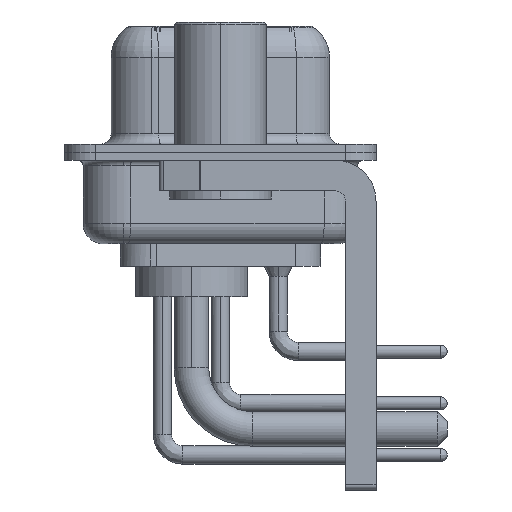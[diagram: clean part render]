
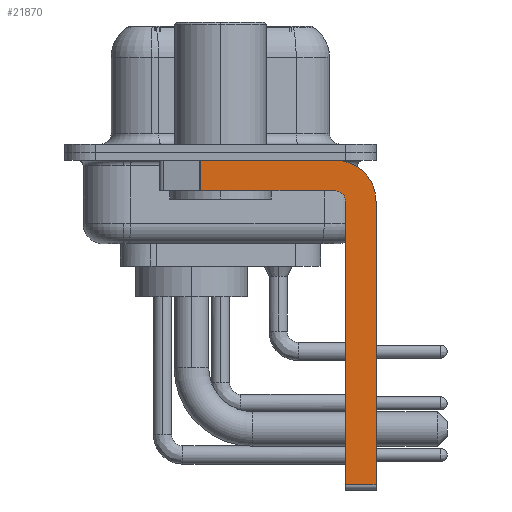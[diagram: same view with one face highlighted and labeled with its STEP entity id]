
A CAD part, left-side view. The second image highlights one B-rep face of the part: STEP entity #21870.
In plain terms, the highlighted planar face has unit normal (-1, 0, 0).
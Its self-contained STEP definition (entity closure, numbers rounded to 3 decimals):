
#1018 = LINE ( 'NONE', #16190, #17715 ) ;
#1759 = CARTESIAN_POINT ( 'NONE',  ( -2.9, 0.978, -0.4 ) ) ;
#1850 = ORIENTED_EDGE ( 'NONE', *, *, #29094, .T. ) ;
#2652 = VECTOR ( 'NONE', #5663, 1000. ) ;
#3493 = EDGE_CURVE ( 'NONE', #16624, #8320, #14585, .T. ) ;
#5663 = DIRECTION ( 'NONE',  ( 0., -1., 0. ) ) ;
#7910 = LINE ( 'NONE', #10020, #11555 ) ;
#8149 = EDGE_CURVE ( 'NONE', #18356, #31098, #1018, .T. ) ;
#8320 = VERTEX_POINT ( 'NONE', #29534 ) ;
#8356 = AXIS2_PLACEMENT_3D ( 'NONE', #22355, #17686, #30223 ) ;
#8616 = DIRECTION ( 'NONE',  ( 0., 0., -1. ) ) ;
#9448 = ORIENTED_EDGE ( 'NONE', *, *, #3493, .T. ) ;
#10020 = CARTESIAN_POINT ( 'NONE',  ( -2.9, -5.65, -1.9 ) ) ;
#10310 = EDGE_CURVE ( 'NONE', #17328, #8320, #7910, .T. ) ;
#10421 = FACE_OUTER_BOUND ( 'NONE', #15734, .T. ) ;
#10689 = AXIS2_PLACEMENT_3D ( 'NONE', #15103, #27810, #19958 ) ;
#11555 = VECTOR ( 'NONE', #15332, 1000. ) ;
#11684 = ORIENTED_EDGE ( 'NONE', *, *, #15913, .F. ) ;
#12488 = EDGE_CURVE ( 'NONE', #16624, #14543, #28324, .T. ) ;
#13992 = DIRECTION ( 'NONE',  ( 0., -1., 0. ) ) ;
#14021 = ORIENTED_EDGE ( 'NONE', *, *, #17584, .F. ) ;
#14543 = VERTEX_POINT ( 'NONE', #20739 ) ;
#14585 = LINE ( 'NONE', #19588, #25740 ) ;
#15103 = CARTESIAN_POINT ( 'NONE',  ( -2.9, -5.65, -2.4 ) ) ;
#15332 = DIRECTION ( 'NONE',  ( 0., 1., 0. ) ) ;
#15734 = EDGE_LOOP ( 'NONE', ( #28014, #9448, #26219, #14021, #25848, #1850, #20332, #11684 ) ) ;
#15913 = EDGE_CURVE ( 'NONE', #14543, #18356, #17903, .T. ) ;
#16190 = CARTESIAN_POINT ( 'NONE',  ( -2.9, -7.65, -2.4 ) ) ;
#16624 = VERTEX_POINT ( 'NONE', #1759 ) ;
#16993 = LINE ( 'NONE', #29058, #21057 ) ;
#17316 = DIRECTION ( 'NONE',  ( 0., 0., 1. ) ) ;
#17328 = VERTEX_POINT ( 'NONE', #27169 ) ;
#17381 = EDGE_CURVE ( 'NONE', #26727, #28533, #16993, .T. ) ;
#17584 = EDGE_CURVE ( 'NONE', #28533, #17328, #23638, .T. ) ;
#17686 = DIRECTION ( 'NONE',  ( 1., 0., 0. ) ) ;
#17715 = VECTOR ( 'NONE', #8616, 1000. ) ;
#17903 = CIRCLE ( 'NONE', #10689, 2. ) ;
#17991 = AXIS2_PLACEMENT_3D ( 'NONE', #25022, #18106, #20228 ) ;
#18106 = DIRECTION ( 'NONE',  ( -1., 0., 0. ) ) ;
#18356 = VERTEX_POINT ( 'NONE', #27481 ) ;
#19009 = LINE ( 'NONE', #30471, #2652 ) ;
#19588 = CARTESIAN_POINT ( 'NONE',  ( -2.9, 0.978, -1.9 ) ) ;
#19958 = DIRECTION ( 'NONE',  ( 0., 0., -1. ) ) ;
#20228 = DIRECTION ( 'NONE',  ( 0., 0., 1. ) ) ;
#20332 = ORIENTED_EDGE ( 'NONE', *, *, #8149, .F. ) ;
#20739 = CARTESIAN_POINT ( 'NONE',  ( -2.9, -5.65, -0.4 ) ) ;
#21057 = VECTOR ( 'NONE', #17316, 1000. ) ;
#21100 = CARTESIAN_POINT ( 'NONE',  ( -2.9, 3., -0.4 ) ) ;
#21870 = ADVANCED_FACE ( 'NONE', ( #10421 ), #24755, .F. ) ;
#22161 = DIRECTION ( 'NONE',  ( 0., 0., -1. ) ) ;
#22355 = CARTESIAN_POINT ( 'NONE',  ( -2.9, -5.65, -2.4 ) ) ;
#23638 = CIRCLE ( 'NONE', #17991, 0.5 ) ;
#24755 = PLANE ( 'NONE',  #8356 ) ;
#25022 = CARTESIAN_POINT ( 'NONE',  ( -2.9, -5.65, -2.4 ) ) ;
#25740 = VECTOR ( 'NONE', #22161, 1000. ) ;
#25848 = ORIENTED_EDGE ( 'NONE', *, *, #17381, .F. ) ;
#26219 = ORIENTED_EDGE ( 'NONE', *, *, #10310, .F. ) ;
#26727 = VERTEX_POINT ( 'NONE', #29069 ) ;
#26746 = CARTESIAN_POINT ( 'NONE',  ( -2.9, -7.65, -16.35 ) ) ;
#27169 = CARTESIAN_POINT ( 'NONE',  ( -2.9, -5.65, -1.9 ) ) ;
#27481 = CARTESIAN_POINT ( 'NONE',  ( -2.9, -7.65, -2.4 ) ) ;
#27810 = DIRECTION ( 'NONE',  ( 1., 0., 0. ) ) ;
#28014 = ORIENTED_EDGE ( 'NONE', *, *, #12488, .F. ) ;
#28324 = LINE ( 'NONE', #21100, #28648 ) ;
#28533 = VERTEX_POINT ( 'NONE', #30346 ) ;
#28648 = VECTOR ( 'NONE', #13992, 1000. ) ;
#29058 = CARTESIAN_POINT ( 'NONE',  ( -2.9, -6.15, -16.6 ) ) ;
#29069 = CARTESIAN_POINT ( 'NONE',  ( -2.9, -6.15, -16.35 ) ) ;
#29094 = EDGE_CURVE ( 'NONE', #26727, #31098, #19009, .T. ) ;
#29534 = CARTESIAN_POINT ( 'NONE',  ( -2.9, 0.978, -1.9 ) ) ;
#30223 = DIRECTION ( 'NONE',  ( 0., 0., -1. ) ) ;
#30346 = CARTESIAN_POINT ( 'NONE',  ( -2.9, -6.15, -2.4 ) ) ;
#30471 = CARTESIAN_POINT ( 'NONE',  ( -2.9, -5.65, -16.35 ) ) ;
#31098 = VERTEX_POINT ( 'NONE', #26746 ) ;
